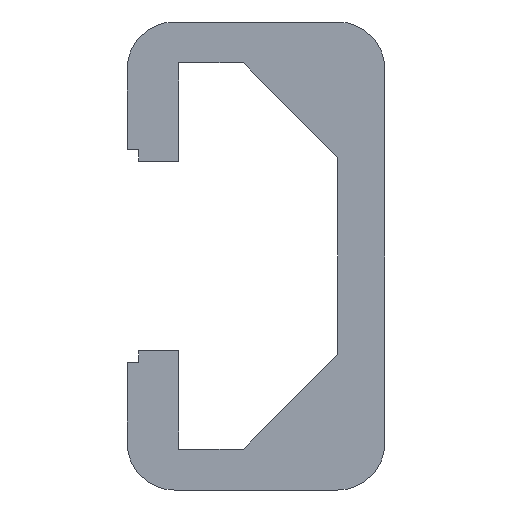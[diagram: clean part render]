
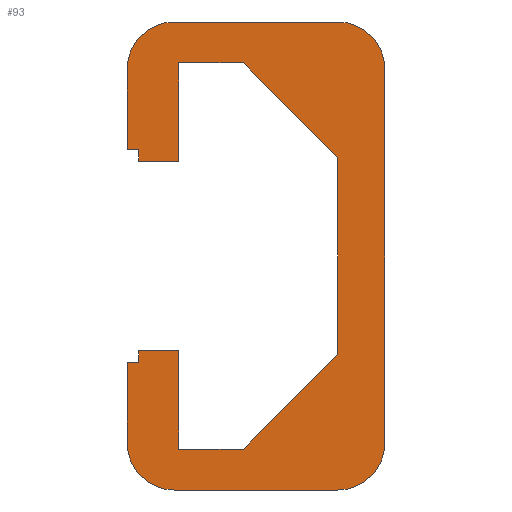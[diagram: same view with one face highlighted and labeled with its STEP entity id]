
A CAD part, left-side view. The second image highlights one B-rep face of the part: STEP entity #93.
In plain terms, the highlighted planar face has unit normal (-1, 0, 0).
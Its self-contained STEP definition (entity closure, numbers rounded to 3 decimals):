
#93=ADVANCED_FACE('',(#181),#182,.F.);
#181=FACE_OUTER_BOUND('',#261,.T.);
#182=PLANE('',#262);
#261=EDGE_LOOP('',(#445,#446,#447,#448,#449,#450,#451,#452,#453,#454,#455,#456,#457,#458,#459,#460,#461,#462,#463,#464,#465,#466));
#262=AXIS2_PLACEMENT_3D('',#467,#468,#469);
#445=ORIENTED_EDGE('',*,*,#584,.F.);
#446=ORIENTED_EDGE('',*,*,#500,.F.);
#447=ORIENTED_EDGE('',*,*,#505,.F.);
#448=ORIENTED_EDGE('',*,*,#509,.F.);
#449=ORIENTED_EDGE('',*,*,#513,.F.);
#450=ORIENTED_EDGE('',*,*,#517,.F.);
#451=ORIENTED_EDGE('',*,*,#521,.F.);
#452=ORIENTED_EDGE('',*,*,#525,.F.);
#453=ORIENTED_EDGE('',*,*,#529,.F.);
#454=ORIENTED_EDGE('',*,*,#533,.F.);
#455=ORIENTED_EDGE('',*,*,#537,.F.);
#456=ORIENTED_EDGE('',*,*,#541,.F.);
#457=ORIENTED_EDGE('',*,*,#545,.F.);
#458=ORIENTED_EDGE('',*,*,#549,.F.);
#459=ORIENTED_EDGE('',*,*,#553,.F.);
#460=ORIENTED_EDGE('',*,*,#557,.F.);
#461=ORIENTED_EDGE('',*,*,#561,.F.);
#462=ORIENTED_EDGE('',*,*,#565,.F.);
#463=ORIENTED_EDGE('',*,*,#569,.F.);
#464=ORIENTED_EDGE('',*,*,#573,.F.);
#465=ORIENTED_EDGE('',*,*,#577,.F.);
#466=ORIENTED_EDGE('',*,*,#581,.F.);
#467=CARTESIAN_POINT('',(0.0,-0.38,0.));
#468=DIRECTION('',(1.0,0.0,0.0));
#469=DIRECTION('',(0.0,-1.0,0.0));
#500=EDGE_CURVE('',#592,#594,#595,.T.);
#505=EDGE_CURVE('',#600,#592,#602,.T.);
#509=EDGE_CURVE('',#606,#600,#608,.T.);
#513=EDGE_CURVE('',#612,#606,#614,.T.);
#517=EDGE_CURVE('',#618,#612,#620,.T.);
#521=EDGE_CURVE('',#624,#618,#626,.T.);
#525=EDGE_CURVE('',#630,#624,#632,.T.);
#529=EDGE_CURVE('',#636,#630,#638,.T.);
#533=EDGE_CURVE('',#642,#636,#644,.T.);
#537=EDGE_CURVE('',#648,#642,#650,.T.);
#541=EDGE_CURVE('',#654,#648,#656,.T.);
#545=EDGE_CURVE('',#660,#654,#662,.T.);
#549=EDGE_CURVE('',#666,#660,#668,.T.);
#553=EDGE_CURVE('',#672,#666,#674,.T.);
#557=EDGE_CURVE('',#678,#672,#680,.T.);
#561=EDGE_CURVE('',#684,#678,#686,.T.);
#565=EDGE_CURVE('',#690,#684,#692,.T.);
#569=EDGE_CURVE('',#696,#690,#698,.T.);
#573=EDGE_CURVE('',#702,#696,#704,.T.);
#577=EDGE_CURVE('',#708,#702,#710,.T.);
#581=EDGE_CURVE('',#714,#708,#716,.T.);
#584=EDGE_CURVE('',#594,#714,#719,.T.);
#592=VERTEX_POINT('',#728);
#594=VERTEX_POINT('',#731);
#595=LINE('',#732,#733);
#600=VERTEX_POINT('',#740);
#602=LINE('',#743,#744);
#606=VERTEX_POINT('',#749);
#608=LINE('',#752,#753);
#612=VERTEX_POINT('',#758);
#614=LINE('',#761,#762);
#618=VERTEX_POINT('',#767);
#620=LINE('',#770,#771);
#624=VERTEX_POINT('',#776);
#626=LINE('',#779,#780);
#630=VERTEX_POINT('',#785);
#632=LINE('',#788,#789);
#636=VERTEX_POINT('',#794);
#638=LINE('',#797,#798);
#642=VERTEX_POINT('',#803);
#644=LINE('',#806,#807);
#648=VERTEX_POINT('',#811);
#650=CIRCLE('',#814,2.);
#654=VERTEX_POINT('',#819);
#656=LINE('',#822,#823);
#660=VERTEX_POINT('',#827);
#662=CIRCLE('',#830,2.);
#666=VERTEX_POINT('',#835);
#668=LINE('',#838,#839);
#672=VERTEX_POINT('',#843);
#674=CIRCLE('',#846,2.);
#678=VERTEX_POINT('',#851);
#680=LINE('',#854,#855);
#684=VERTEX_POINT('',#859);
#686=CIRCLE('',#862,2.);
#690=VERTEX_POINT('',#867);
#692=LINE('',#870,#871);
#696=VERTEX_POINT('',#876);
#698=LINE('',#879,#880);
#702=VERTEX_POINT('',#885);
#704=LINE('',#888,#889);
#708=VERTEX_POINT('',#894);
#710=LINE('',#897,#898);
#714=VERTEX_POINT('',#903);
#716=LINE('',#906,#907);
#719=LINE('',#911,#912);
#728=CARTESIAN_POINT('',(0.0,-3.5,4.2));
#731=CARTESIAN_POINT('',(0.0,0.55,8.25));
#732=CARTESIAN_POINT('',(0.0,-3.5,4.2));
#733=VECTOR('',#918,1.0);
#740=CARTESIAN_POINT('',(0.0,-3.5,-4.2));
#743=CARTESIAN_POINT('',(0.0,-3.5,-4.2));
#744=VECTOR('',#922,1.0);
#749=CARTESIAN_POINT('',(0.0,0.55,-8.25));
#752=CARTESIAN_POINT('',(0.0,0.55,-8.25));
#753=VECTOR('',#925,1.0);
#758=CARTESIAN_POINT('',(0.0,3.3,-8.25));
#761=CARTESIAN_POINT('',(0.0,3.3,-8.25));
#762=VECTOR('',#928,1.0);
#767=CARTESIAN_POINT('',(0.0,3.3,-4.05));
#770=CARTESIAN_POINT('',(0.0,3.3,-4.05));
#771=VECTOR('',#931,1.0);
#776=CARTESIAN_POINT('',(0.0,5.0,-4.05));
#779=CARTESIAN_POINT('',(0.0,5.0,-4.05));
#780=VECTOR('',#934,1.0);
#785=CARTESIAN_POINT('',(0.0,5.0,-4.55));
#788=CARTESIAN_POINT('',(0.0,5.0,-4.55));
#789=VECTOR('',#937,1.0);
#794=CARTESIAN_POINT('',(0.0,5.5,-4.55));
#797=CARTESIAN_POINT('',(0.0,5.5,-4.55));
#798=VECTOR('',#940,1.0);
#803=CARTESIAN_POINT('',(0.0,5.5,-8.));
#806=CARTESIAN_POINT('',(0.0,5.5,-8.0));
#807=VECTOR('',#943,1.0);
#811=CARTESIAN_POINT('',(0.0,3.5,-10.0));
#814=AXIS2_PLACEMENT_3D('',#948,#949,#950);
#819=CARTESIAN_POINT('',(0.0,-3.5,-10.0));
#822=CARTESIAN_POINT('',(0.0,-3.5,-10.0));
#823=VECTOR('',#953,1.0);
#827=CARTESIAN_POINT('',(0.0,-5.5,-8.0));
#830=AXIS2_PLACEMENT_3D('',#958,#959,#960);
#835=CARTESIAN_POINT('',(0.0,-5.5,8.));
#838=CARTESIAN_POINT('',(0.0,-5.5,8.0));
#839=VECTOR('',#963,1.0);
#843=CARTESIAN_POINT('',(0.0,-3.5,10.0));
#846=AXIS2_PLACEMENT_3D('',#968,#969,#970);
#851=CARTESIAN_POINT('',(0.0,3.5,10.0));
#854=CARTESIAN_POINT('',(0.0,3.5,10.0));
#855=VECTOR('',#973,1.0);
#859=CARTESIAN_POINT('',(0.0,5.5,8.0));
#862=AXIS2_PLACEMENT_3D('',#978,#979,#980);
#867=CARTESIAN_POINT('',(0.0,5.5,4.55));
#870=CARTESIAN_POINT('',(0.0,5.5,4.55));
#871=VECTOR('',#983,1.0);
#876=CARTESIAN_POINT('',(0.0,5.0,4.55));
#879=CARTESIAN_POINT('',(0.0,5.0,4.55));
#880=VECTOR('',#986,1.0);
#885=CARTESIAN_POINT('',(0.0,5.0,4.05));
#888=CARTESIAN_POINT('',(0.0,5.0,4.05));
#889=VECTOR('',#989,1.0);
#894=CARTESIAN_POINT('',(0.0,3.3,4.05));
#897=CARTESIAN_POINT('',(0.0,3.3,4.05));
#898=VECTOR('',#992,1.0);
#903=CARTESIAN_POINT('',(0.0,3.3,8.25));
#906=CARTESIAN_POINT('',(0.0,3.3,8.25));
#907=VECTOR('',#995,1.0);
#911=CARTESIAN_POINT('',(0.0,0.55,8.25));
#912=VECTOR('',#997,1.0);
#918=DIRECTION('',(0.0,0.707,0.707));
#922=DIRECTION('',(0.0,0.0,1.0));
#925=DIRECTION('',(0.0,-0.707,0.707));
#928=DIRECTION('',(0.0,-1.0,0.0));
#931=DIRECTION('',(0.0,0.0,-1.0));
#934=DIRECTION('',(0.0,-1.0,0.0));
#937=DIRECTION('',(0.0,0.0,1.0));
#940=DIRECTION('',(0.0,-1.0,0.0));
#943=DIRECTION('',(0.0,0.0,1.0));
#948=CARTESIAN_POINT('',(0.0,3.5,-8.));
#949=DIRECTION('',(1.0,0.0,0.0));
#950=DIRECTION('',(0.0,0.,-1.0));
#953=DIRECTION('',(0.0,1.0,0.0));
#958=CARTESIAN_POINT('',(0.0,-3.5,-8.));
#959=DIRECTION('',(1.0,0.0,0.0));
#960=DIRECTION('',(0.0,-1.0,0.));
#963=DIRECTION('',(0.0,0.0,-1.0));
#968=CARTESIAN_POINT('',(0.0,-3.5,8.));
#969=DIRECTION('',(1.0,0.0,0.0));
#970=DIRECTION('',(0.0,0.,1.0));
#973=DIRECTION('',(0.0,-1.0,0.0));
#978=CARTESIAN_POINT('',(0.0,3.5,8.));
#979=DIRECTION('',(1.0,0.0,-0.0));
#980=DIRECTION('',(0.0,1.0,0.));
#983=DIRECTION('',(0.0,0.0,1.0));
#986=DIRECTION('',(0.0,1.0,0.0));
#989=DIRECTION('',(0.0,0.0,1.0));
#992=DIRECTION('',(0.0,1.0,0.0));
#995=DIRECTION('',(0.0,0.0,-1.0));
#997=DIRECTION('',(0.0,1.0,0.0));
